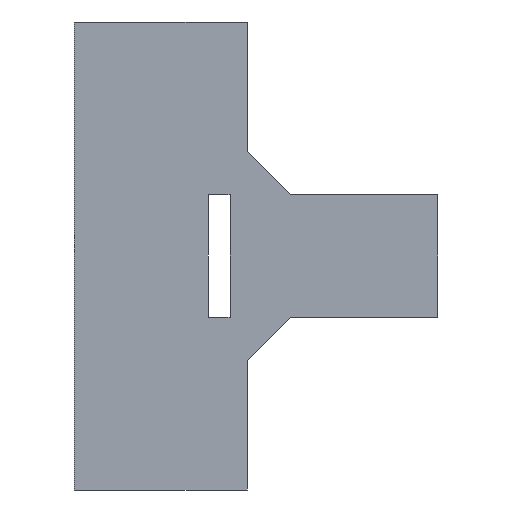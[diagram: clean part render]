
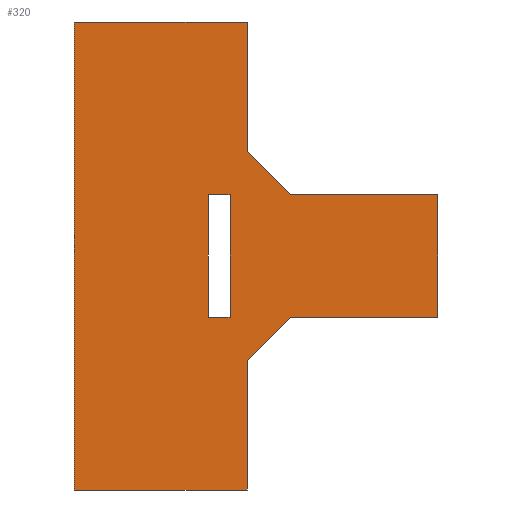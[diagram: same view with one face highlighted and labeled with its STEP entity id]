
A CAD part, left-side view. The second image highlights one B-rep face of the part: STEP entity #320.
In plain terms, the highlighted planar face has unit normal (-1, 0, 0).
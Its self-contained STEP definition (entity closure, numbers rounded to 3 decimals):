
#16=FACE_BOUND('',#50,.T.);
#32=FACE_OUTER_BOUND('',#49,.T.);
#49=EDGE_LOOP('',(#275,#276,#277,#278,#279,#280,#281,#282,#283,#284));
#50=EDGE_LOOP('',(#285,#286,#287,#288));
#51=LINE('',#440,#93);
#55=LINE('',#448,#97);
#58=LINE('',#454,#100);
#61=LINE('',#459,#103);
#63=LINE('',#464,#105);
#67=LINE('',#472,#109);
#70=LINE('',#478,#112);
#73=LINE('',#484,#115);
#76=LINE('',#490,#118);
#79=LINE('',#496,#121);
#82=LINE('',#502,#124);
#85=LINE('',#508,#127);
#88=LINE('',#514,#130);
#91=LINE('',#519,#133);
#93=VECTOR('',#364,10.);
#97=VECTOR('',#370,10.);
#100=VECTOR('',#375,10.);
#103=VECTOR('',#380,10.);
#105=VECTOR('',#384,10.);
#109=VECTOR('',#390,10.);
#112=VECTOR('',#395,10.);
#115=VECTOR('',#400,10.);
#118=VECTOR('',#405,10.);
#121=VECTOR('',#410,10.);
#124=VECTOR('',#415,10.);
#127=VECTOR('',#420,10.);
#130=VECTOR('',#425,10.);
#133=VECTOR('',#430,10.);
#135=VERTEX_POINT('',#438);
#136=VERTEX_POINT('',#439);
#139=VERTEX_POINT('',#447);
#141=VERTEX_POINT('',#453);
#143=VERTEX_POINT('',#462);
#144=VERTEX_POINT('',#463);
#147=VERTEX_POINT('',#471);
#149=VERTEX_POINT('',#477);
#151=VERTEX_POINT('',#483);
#153=VERTEX_POINT('',#489);
#155=VERTEX_POINT('',#495);
#157=VERTEX_POINT('',#501);
#159=VERTEX_POINT('',#507);
#161=VERTEX_POINT('',#513);
#163=EDGE_CURVE('',#135,#136,#51,.T.);
#167=EDGE_CURVE('',#139,#135,#55,.T.);
#170=EDGE_CURVE('',#141,#139,#58,.T.);
#173=EDGE_CURVE('',#136,#141,#61,.T.);
#175=EDGE_CURVE('',#143,#144,#63,.T.);
#179=EDGE_CURVE('',#147,#143,#67,.T.);
#182=EDGE_CURVE('',#149,#147,#70,.T.);
#185=EDGE_CURVE('',#151,#149,#73,.T.);
#188=EDGE_CURVE('',#153,#151,#76,.T.);
#191=EDGE_CURVE('',#155,#153,#79,.T.);
#194=EDGE_CURVE('',#157,#155,#82,.T.);
#197=EDGE_CURVE('',#159,#157,#85,.T.);
#200=EDGE_CURVE('',#161,#159,#88,.T.);
#203=EDGE_CURVE('',#144,#161,#91,.T.);
#275=ORIENTED_EDGE('',*,*,#203,.F.);
#276=ORIENTED_EDGE('',*,*,#175,.F.);
#277=ORIENTED_EDGE('',*,*,#179,.F.);
#278=ORIENTED_EDGE('',*,*,#182,.F.);
#279=ORIENTED_EDGE('',*,*,#185,.F.);
#280=ORIENTED_EDGE('',*,*,#188,.F.);
#281=ORIENTED_EDGE('',*,*,#191,.F.);
#282=ORIENTED_EDGE('',*,*,#194,.F.);
#283=ORIENTED_EDGE('',*,*,#197,.F.);
#284=ORIENTED_EDGE('',*,*,#200,.F.);
#285=ORIENTED_EDGE('',*,*,#173,.F.);
#286=ORIENTED_EDGE('',*,*,#163,.F.);
#287=ORIENTED_EDGE('',*,*,#167,.F.);
#288=ORIENTED_EDGE('',*,*,#170,.F.);
#304=PLANE('',#359);
#320=ADVANCED_FACE('',(#32,#16),#304,.F.);
#359=AXIS2_PLACEMENT_3D('',#522,#434,#435);
#364=DIRECTION('',(0.,0.,1.));
#370=DIRECTION('',(0.,-1.,0.));
#375=DIRECTION('',(0.,0.,-1.));
#380=DIRECTION('',(0.,1.,0.));
#384=DIRECTION('',(0.,-0.707,-0.707));
#390=DIRECTION('',(0.,0.,-1.));
#395=DIRECTION('',(0.,-1.,0.));
#400=DIRECTION('',(0.,0.,1.));
#405=DIRECTION('',(0.,1.,0.));
#410=DIRECTION('',(0.,0.,-1.));
#415=DIRECTION('',(0.,0.707,-0.707));
#420=DIRECTION('',(0.,1.,0.));
#425=DIRECTION('',(0.,0.,-1.));
#430=DIRECTION('',(0.,-1.,0.));
#434=DIRECTION('center_axis',(1.,0.,0.));
#435=DIRECTION('ref_axis',(0.,0.,-1.));
#438=CARTESIAN_POINT('',(0.,2.,-7.056));
#439=CARTESIAN_POINT('',(0.,2.,7.056));
#440=CARTESIAN_POINT('',(0.,2.,-7.056));
#447=CARTESIAN_POINT('',(0.,4.5,-7.056));
#448=CARTESIAN_POINT('',(0.,4.5,-7.056));
#453=CARTESIAN_POINT('',(0.,4.5,7.056));
#454=CARTESIAN_POINT('',(0.,4.5,7.056));
#459=CARTESIAN_POINT('',(0.,2.,7.056));
#462=CARTESIAN_POINT('',(0.,0.,12.056));
#463=CARTESIAN_POINT('',(0.,-5.,7.056));
#464=CARTESIAN_POINT('',(0.,0.,12.056));
#471=CARTESIAN_POINT('',(0.,0.,27.056));
#472=CARTESIAN_POINT('',(0.,0.,27.056));
#477=CARTESIAN_POINT('',(0.,20.,27.056));
#478=CARTESIAN_POINT('',(0.,20.,27.056));
#483=CARTESIAN_POINT('',(0.,20.,-27.056));
#484=CARTESIAN_POINT('',(0.,20.,-27.056));
#489=CARTESIAN_POINT('',(0.,0.,-27.056));
#490=CARTESIAN_POINT('',(0.,0.,-27.056));
#495=CARTESIAN_POINT('',(0.,0.,-12.056));
#496=CARTESIAN_POINT('',(0.,0.,27.056));
#501=CARTESIAN_POINT('',(0.,-5.,-7.056));
#502=CARTESIAN_POINT('',(0.,-5.,-7.056));
#507=CARTESIAN_POINT('',(0.,-22.,-7.056));
#508=CARTESIAN_POINT('',(0.,-22.,-7.056));
#513=CARTESIAN_POINT('',(0.,-22.,7.056));
#514=CARTESIAN_POINT('',(0.,-22.,7.056));
#519=CARTESIAN_POINT('',(0.,0.,7.056));
#522=CARTESIAN_POINT('Origin',(0.,-1.,0.));
